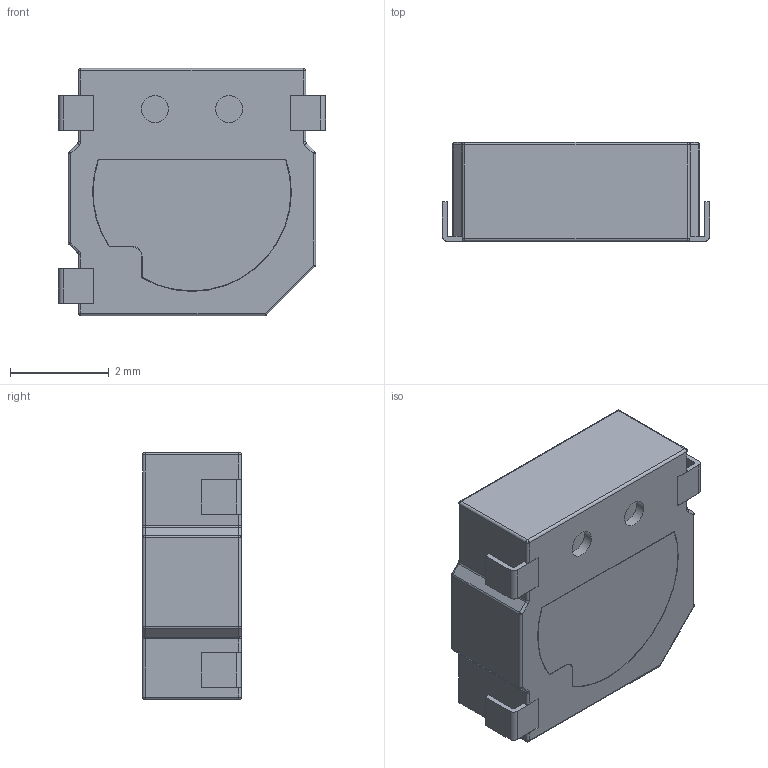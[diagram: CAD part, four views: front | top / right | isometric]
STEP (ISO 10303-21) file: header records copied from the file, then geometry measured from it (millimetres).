
FILE_DESCRIPTION(/* description */ (''),/* implementation_level */ '2;1');
FILE_NAME(/* name */ 'SMT-0540-S-R.ipt.step',/* time_stamp */ '2024-02-07T22:39:19-05:00',/* author */ (''),/* organization */ (''),/* preprocessor_version */ 'ST-DEVELOPER v20',/* originating_system */ 'Autodesk Inventor 2024',/* authorisation */ '');
FILE_SCHEMA (('AUTOMOTIVE_DESIGN { 1 0 10303 214 3 1 1 }'));
Length unit declared in the file: millimetre
Products named in the file (1): SMT-0540-T-5-R
Bounding box: 5.4 x 2 x 5 mm (x, y, z)
Volume: 37.6 mm3; surface area: 170.3 mm2
Topology: 1 solids, 1 shells, 154 faces, 381 edges, 218 vertices
Faces by surface type: plane 77, cylinder 55, sphere 16, torus 6
Full cylindrical faces by diameter (mm): 0.55 x2, 2.5 x1
Entity records: 4597 total; most frequent: DIRECTION 791, CARTESIAN_POINT 738, ORIENTED_EDGE 730, EDGE_CURVE 365, AXIS2_PLACEMENT_3D 271, LINE 249, VECTOR 249, VERTEX_POINT 218
